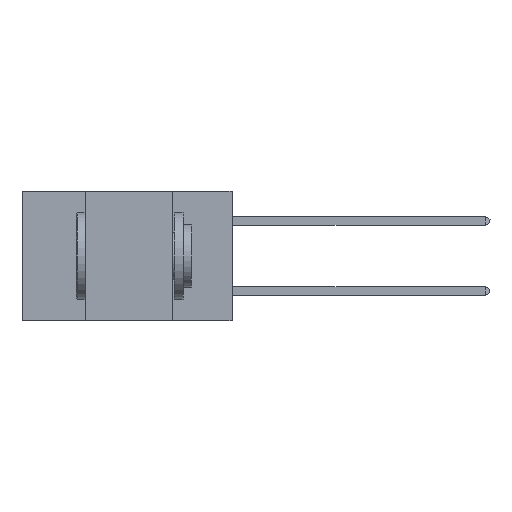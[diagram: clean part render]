
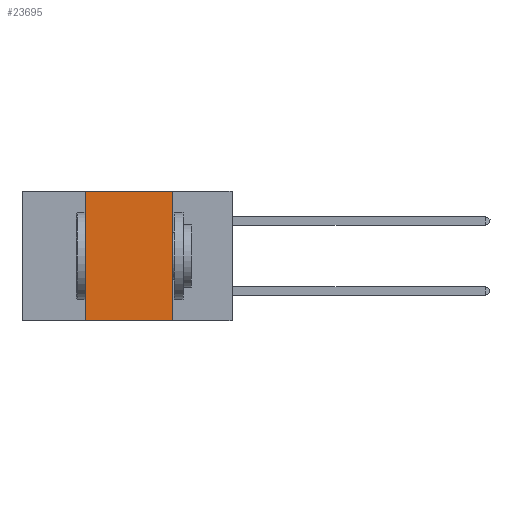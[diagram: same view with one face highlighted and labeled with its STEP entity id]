
A CAD part, left-side view. The second image highlights one B-rep face of the part: STEP entity #23695.
In plain terms, the highlighted planar face has unit normal (-1, 0, 0).
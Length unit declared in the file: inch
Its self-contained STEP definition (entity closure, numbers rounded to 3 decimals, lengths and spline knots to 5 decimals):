
#2125 = VERTEX_POINT ( 'NONE', #18242 ) ;
#2638 = CARTESIAN_POINT ( 'NONE',  ( 0., 0.42, 0. ) ) ;
#2968 = LINE ( 'NONE', #40125, #6936 ) ;
#3522 = ORIENTED_EDGE ( 'NONE', *, *, #39921, .F. ) ;
#3720 = LINE ( 'NONE', #30706, #44764 ) ;
#4199 = AXIS2_PLACEMENT_3D ( 'NONE', #21282, #4259, #28625 ) ;
#4259 = DIRECTION ( 'NONE',  ( 1., 0., 0. ) ) ;
#4512 = DIRECTION ( 'NONE',  ( 0., 0., -1. ) ) ;
#4889 = EDGE_CURVE ( 'NONE', #5568, #43073, #3720, .T. ) ;
#5568 = VERTEX_POINT ( 'NONE', #2638 ) ;
#6936 = VECTOR ( 'NONE', #22564, 39.37008 ) ;
#7662 = EDGE_CURVE ( 'NONE', #8771, #2125, #22654, .T. ) ;
#8771 = VERTEX_POINT ( 'NONE', #39871 ) ;
#9097 = DIRECTION ( 'NONE',  ( 0., -1., 0. ) ) ;
#9628 = VECTOR ( 'NONE', #4512, 39.37008 ) ;
#12322 = EDGE_LOOP ( 'NONE', ( #36407, #41016, #3522, #42347 ) ) ;
#15140 = PLANE ( 'NONE',  #4199 ) ;
#16034 = CARTESIAN_POINT ( 'NONE',  ( 0., 0.6, -0.37 ) ) ;
#16420 = LINE ( 'NONE', #36852, #9628 ) ;
#17453 = DIRECTION ( 'NONE',  ( 0., -1., 0. ) ) ;
#18242 = CARTESIAN_POINT ( 'NONE',  ( 0., 0.17, -0.37 ) ) ;
#21282 = CARTESIAN_POINT ( 'NONE',  ( 0., 0.6, 0. ) ) ;
#22564 = DIRECTION ( 'NONE',  ( 0., 0., 1. ) ) ;
#22654 = LINE ( 'NONE', #16034, #34425 ) ;
#23695 = ADVANCED_FACE ( 'NONE', ( #30325 ), #15140, .F. ) ;
#28345 = CARTESIAN_POINT ( 'NONE',  ( 0., 0.17, 0. ) ) ;
#28625 = DIRECTION ( 'NONE',  ( 0., 0., -1. ) ) ;
#30325 = FACE_OUTER_BOUND ( 'NONE', #12322, .T. ) ;
#30706 = CARTESIAN_POINT ( 'NONE',  ( 0., 0.6, 0. ) ) ;
#32320 = EDGE_CURVE ( 'NONE', #43073, #2125, #16420, .T. ) ;
#34425 = VECTOR ( 'NONE', #17453, 39.37008 ) ;
#36407 = ORIENTED_EDGE ( 'NONE', *, *, #32320, .F. ) ;
#36852 = CARTESIAN_POINT ( 'NONE',  ( 0., 0.17, 0. ) ) ;
#39871 = CARTESIAN_POINT ( 'NONE',  ( 0., 0.42, -0.37 ) ) ;
#39921 = EDGE_CURVE ( 'NONE', #8771, #5568, #2968, .T. ) ;
#40125 = CARTESIAN_POINT ( 'NONE',  ( 0., 0.42, 0. ) ) ;
#41016 = ORIENTED_EDGE ( 'NONE', *, *, #4889, .F. ) ;
#42347 = ORIENTED_EDGE ( 'NONE', *, *, #7662, .T. ) ;
#43073 = VERTEX_POINT ( 'NONE', #28345 ) ;
#44764 = VECTOR ( 'NONE', #9097, 39.37008 ) ;
